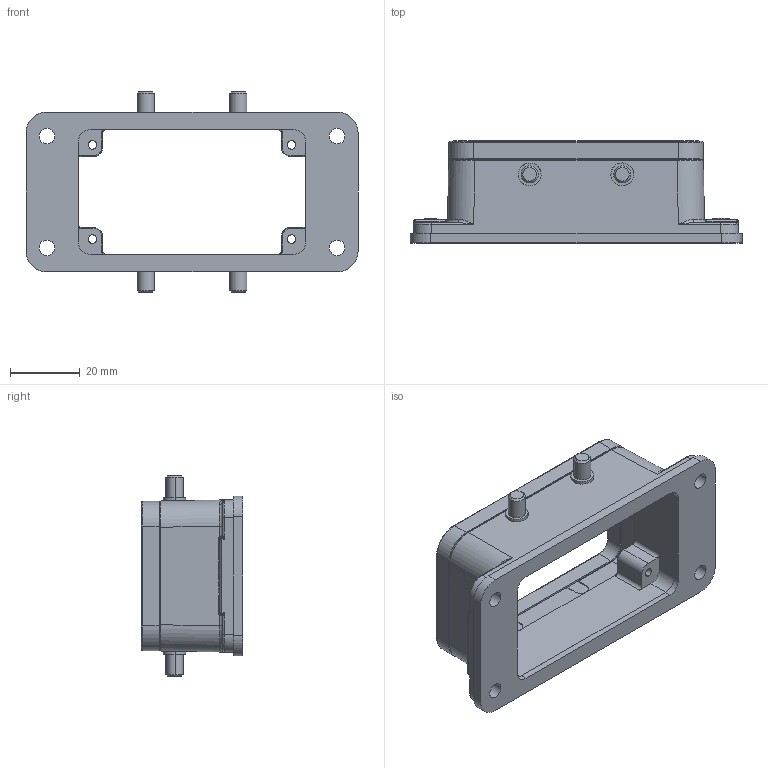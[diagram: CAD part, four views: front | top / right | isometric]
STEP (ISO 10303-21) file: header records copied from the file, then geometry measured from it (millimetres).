
FILE_DESCRIPTION(/* description */ (''),/* implementation_level */ '2;1');
FILE_NAME(/* name */ '3D_1240103301001_HV10B-BK-4B_V1.1.STP',/* time_stamp */ '2023-12-13T15:24:27+08:00',/* author */ (''),/* organization */ (''),/* preprocessor_version */ 'ST-DEVELOPER v18.1',/* originating_system */ 'SIEMENS PLM Software NX 1980',/* authorisation */ '');
FILE_SCHEMA (('AUTOMOTIVE_DESIGN { 1 0 10303 214 3 1 1 1 }'));
Length unit declared in the file: millimetre
Products named in the file (1): 14592EFC6233l2de
Bounding box: 95 x 29.18 x 57.51 mm (x, y, z)
Volume: 30707.6 mm3; surface area: 20653.5 mm2
Topology: 1 solids, 1 shells, 438 faces, 1082 edges, 670 vertices
Faces by surface type: cylinder 174, plane 169, torus 48, cone 24, bspline 18, sphere 4, extrusion 1
Entity records: 14278 total; most frequent: CARTESIAN_POINT 4727, ORIENTED_EDGE 2160, DIRECTION 1691, EDGE_CURVE 1080, VERTEX_POINT 670, AXIS2_PLACEMENT_3D 614, EDGE_LOOP 482, VECTOR 463
